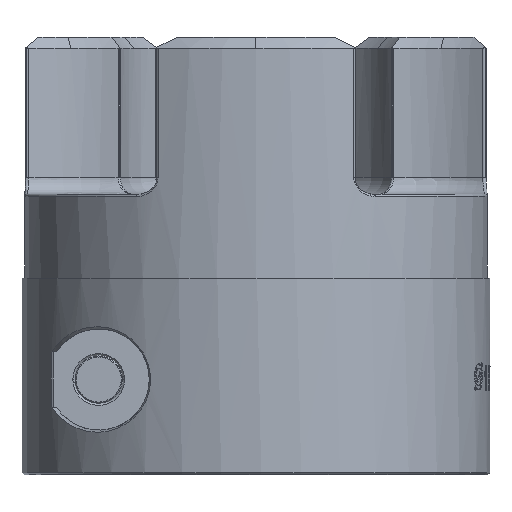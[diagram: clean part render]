
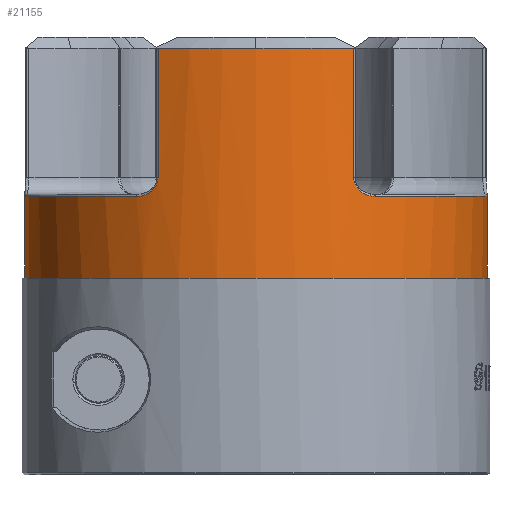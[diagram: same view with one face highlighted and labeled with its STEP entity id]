
A CAD part, front view. The second image highlights one B-rep face of the part: STEP entity #21155.
In plain terms, the highlighted cylindrical face has radius 20.6 mm (diameter 41.2 mm), a partial arc.
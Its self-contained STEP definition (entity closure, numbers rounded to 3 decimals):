
#8559=CARTESIAN_POINT('',(-20.586,-0.75,18.7));
#8560=VERTEX_POINT('',#8559);
#8567=CARTESIAN_POINT('',(-20.6,0.,18.7));
#8568=VERTEX_POINT('',#8567);
#8569=CARTESIAN_POINT('',(0.,0.,18.7));
#8570=DIRECTION('',(-0.,0.,-1.));
#8571=DIRECTION('',(1.,0.,0.));
#8572=AXIS2_PLACEMENT_3D('',#8569,#8570,#8571);
#8573=CIRCLE('',#8572,20.6);
#8574=EDGE_CURVE('',#8560,#8568,#8573,.T.);
#9355=CARTESIAN_POINT('',(-20.586,-0.75,17.5));
#9356=VERTEX_POINT('',#9355);
#9363=CARTESIAN_POINT('',(-20.586,-0.75,-12306.));
#9364=DIRECTION('',(0.,-0.,1.));
#9365=VECTOR('',#9364,24690.);
#9366=LINE('',#9363,#9365);
#9367=EDGE_CURVE('',#9356,#8560,#9366,.T.);
#9405=CARTESIAN_POINT('',(20.586,-0.75,17.5));
#9406=VERTEX_POINT('',#9405);
#9413=CARTESIAN_POINT('',(0.,0.,17.5));
#9414=DIRECTION('',(-0.,-0.,-1.));
#9415=DIRECTION('',(1.,0.,-0.));
#9416=AXIS2_PLACEMENT_3D('',#9413,#9414,#9415);
#9417=CIRCLE('',#9416,20.6);
#9418=EDGE_CURVE('',#9406,#9356,#9417,.T.);
#16822=CARTESIAN_POINT('',(-8.714,-18.666,26.5));
#16823=VERTEX_POINT('',#16822);
#16848=CARTESIAN_POINT('',(-10.617,-17.653,24.8));
#16849=VERTEX_POINT('',#16848);
#16860=CARTESIAN_POINT('',(-10.617,-17.653,24.8));
#16861=CARTESIAN_POINT('',(-10.237,-17.882,24.8));
#16862=CARTESIAN_POINT('',(-9.845,-18.1,24.906));
#16863=CARTESIAN_POINT('',(-9.503,-18.277,25.129));
#16864=CARTESIAN_POINT('',(-9.253,-18.407,25.291));
#16865=CARTESIAN_POINT('',(-9.031,-18.516,25.52));
#16866=CARTESIAN_POINT('',(-8.886,-18.585,25.803));
#16867=CARTESIAN_POINT('',(-8.777,-18.637,26.014));
#16868=CARTESIAN_POINT('',(-8.714,-18.666,26.257));
#16869=CARTESIAN_POINT('',(-8.714,-18.666,26.5));
#16870=B_SPLINE_CURVE_WITH_KNOTS('',3,(#16860,#16861,#16862,#16863,#16864,#16865,#16866,#16867,#16868,#16869),.UNSPECIFIED.,.F.,.F.,(4,3,3,4),(0.,0.439,0.76,1.),.UNSPECIFIED.);
#16871=EDGE_CURVE('',#16849,#16823,#16870,.T.);
#16881=CARTESIAN_POINT('',(-20.597,-0.368,24.8));
#16882=VERTEX_POINT('',#16881);
#16893=CARTESIAN_POINT('',(0.,0.,24.8));
#16894=DIRECTION('',(-0.,-0.,1.));
#16895=DIRECTION('',(1.,0.,0.));
#16896=AXIS2_PLACEMENT_3D('',#16893,#16894,#16895);
#16897=CIRCLE('',#16896,20.6);
#16898=EDGE_CURVE('',#16882,#16849,#16897,.T.);
#17608=CARTESIAN_POINT('',(-20.6,0.,24.825));
#17609=VERTEX_POINT('',#17608);
#17626=CARTESIAN_POINT('',(-20.522,1.786,26.5));
#17627=CARTESIAN_POINT('',(-20.522,1.786,26.32));
#17628=CARTESIAN_POINT('',(-20.526,1.747,26.14));
#17629=CARTESIAN_POINT('',(-20.531,1.679,25.973));
#17630=CARTESIAN_POINT('',(-20.54,1.574,25.716));
#17631=CARTESIAN_POINT('',(-20.554,1.396,25.491));
#17632=CARTESIAN_POINT('',(-20.566,1.18,25.315));
#17633=CARTESIAN_POINT('',(-20.57,1.12,25.266));
#17634=CARTESIAN_POINT('',(-20.573,1.057,25.221));
#17635=CARTESIAN_POINT('',(-20.576,0.992,25.179));
#17636=CARTESIAN_POINT('',(-20.595,0.591,24.922));
#17637=CARTESIAN_POINT('',(-20.605,0.108,24.8));
#17638=CARTESIAN_POINT('',(-20.597,-0.368,24.8));
#17639=B_SPLINE_CURVE_WITH_KNOTS('',3,(#17626,#17627,#17628,#17629,#17630,#17631,#17632,#17633,#17634,#17635,#17636,#17637,#17638),.UNSPECIFIED.,.F.,.F.,(4,3,3,3,4),(0.,0.178,0.453,0.529,1.),.UNSPECIFIED.);
#17640=EDGE_CURVE('',#17609,#16882,#17639,.T.);
#17711=CARTESIAN_POINT('',(-20.6,-0.,18.7));
#17712=DIRECTION('',(-0.,-0.,1.));
#17713=VECTOR('',#17712,6.125);
#17714=LINE('',#17711,#17713);
#17715=EDGE_CURVE('',#8568,#17609,#17714,.T.);
#17777=CARTESIAN_POINT('',(20.6,0.,24.825));
#17778=VERTEX_POINT('',#17777);
#17792=CARTESIAN_POINT('',(20.6,-0.,18.7));
#17793=VERTEX_POINT('',#17792);
#17794=CARTESIAN_POINT('',(20.6,-0.,18.7));
#17795=DIRECTION('',(0.,0.,1.));
#17796=VECTOR('',#17795,6.125);
#17797=LINE('',#17794,#17796);
#17798=EDGE_CURVE('',#17793,#17778,#17797,.T.);
#18716=CARTESIAN_POINT('',(20.597,-0.368,24.8));
#18717=VERTEX_POINT('',#18716);
#18728=CARTESIAN_POINT('',(20.597,-0.368,24.8));
#18729=CARTESIAN_POINT('',(20.599,-0.245,24.8));
#18730=CARTESIAN_POINT('',(20.6,-0.122,24.808));
#18731=CARTESIAN_POINT('',(20.6,0.,24.825));
#18732=B_SPLINE_CURVE_WITH_KNOTS('',3,(#18728,#18729,#18730,#18731),.UNSPECIFIED.,.F.,.F.,(4,4),(0.879,1.),.UNSPECIFIED.);
#18733=EDGE_CURVE('',#18717,#17778,#18732,.T.);
#18744=CARTESIAN_POINT('',(10.617,-17.653,24.8));
#18745=VERTEX_POINT('',#18744);
#18756=CARTESIAN_POINT('',(0.,0.,24.8));
#18757=DIRECTION('',(-0.,-0.,1.));
#18758=DIRECTION('',(1.,0.,0.));
#18759=AXIS2_PLACEMENT_3D('',#18756,#18757,#18758);
#18760=CIRCLE('',#18759,20.6);
#18761=EDGE_CURVE('',#18745,#18717,#18760,.T.);
#19479=CARTESIAN_POINT('',(8.714,-18.666,26.5));
#19480=VERTEX_POINT('',#19479);
#19491=CARTESIAN_POINT('',(8.714,-18.666,26.5));
#19492=CARTESIAN_POINT('',(8.714,-18.666,26.32));
#19493=CARTESIAN_POINT('',(8.75,-18.65,26.14));
#19494=CARTESIAN_POINT('',(8.812,-18.62,25.973));
#19495=CARTESIAN_POINT('',(8.907,-18.575,25.716));
#19496=CARTESIAN_POINT('',(9.068,-18.498,25.491));
#19497=CARTESIAN_POINT('',(9.261,-18.401,25.315));
#19498=CARTESIAN_POINT('',(9.315,-18.374,25.267));
#19499=CARTESIAN_POINT('',(9.37,-18.346,25.222));
#19500=CARTESIAN_POINT('',(9.428,-18.316,25.18));
#19501=CARTESIAN_POINT('',(9.785,-18.132,24.922));
#19502=CARTESIAN_POINT('',(10.208,-17.899,24.8));
#19503=CARTESIAN_POINT('',(10.617,-17.653,24.8));
#19504=B_SPLINE_CURVE_WITH_KNOTS('',3,(#19491,#19492,#19493,#19494,#19495,#19496,#19497,#19498,#19499,#19500,#19501,#19502,#19503),.UNSPECIFIED.,.F.,.F.,(4,3,3,3,4),(0.,0.178,0.453,0.529,1.),.UNSPECIFIED.);
#19505=EDGE_CURVE('',#19480,#18745,#19504,.T.);
#19658=CARTESIAN_POINT('',(-0.,-20.6,38.));
#19659=VERTEX_POINT('',#19658);
#19691=CARTESIAN_POINT('',(-8.714,-18.666,38.));
#19692=VERTEX_POINT('',#19691);
#19712=CARTESIAN_POINT('',(0.,0.,38.));
#19713=DIRECTION('',(0.,-0.,1.));
#19714=DIRECTION('',(1.,0.,0.));
#19715=AXIS2_PLACEMENT_3D('',#19712,#19713,#19714);
#19716=CIRCLE('',#19715,20.6);
#19717=EDGE_CURVE('',#19692,#19659,#19716,.T.);
#20410=CARTESIAN_POINT('',(20.586,-0.75,18.7));
#20411=VERTEX_POINT('',#20410);
#20418=CARTESIAN_POINT('',(20.586,-0.75,12384.));
#20419=DIRECTION('',(-0.,0.,-1.));
#20420=VECTOR('',#20419,24690.);
#20421=LINE('',#20418,#20420);
#20422=EDGE_CURVE('',#20411,#9406,#20421,.T.);
#20435=CARTESIAN_POINT('',(0.,0.,18.7));
#20436=DIRECTION('',(0.,0.,-1.));
#20437=DIRECTION('',(1.,0.,0.));
#20438=AXIS2_PLACEMENT_3D('',#20435,#20436,#20437);
#20439=CIRCLE('',#20438,20.6);
#20440=EDGE_CURVE('',#17793,#20411,#20439,.T.);
#20764=CARTESIAN_POINT('',(-8.714,-18.666,-12306.));
#20765=DIRECTION('',(-0.,-0.,1.));
#20766=VECTOR('',#20765,24690.);
#20767=LINE('',#20764,#20766);
#20768=EDGE_CURVE('',#16823,#19692,#20767,.T.);
#20804=CARTESIAN_POINT('',(8.714,-18.666,38.));
#20805=VERTEX_POINT('',#20804);
#20825=CARTESIAN_POINT('',(8.714,-18.666,12384.));
#20826=DIRECTION('',(0.,0.,-1.));
#20827=VECTOR('',#20826,24690.);
#20828=LINE('',#20825,#20827);
#20829=EDGE_CURVE('',#20805,#19480,#20828,.T.);
#20855=CARTESIAN_POINT('',(0.,0.,38.));
#20856=DIRECTION('',(0.,-0.,1.));
#20857=DIRECTION('',(1.,0.,0.));
#20858=AXIS2_PLACEMENT_3D('',#20855,#20856,#20857);
#20859=CIRCLE('',#20858,20.6);
#20860=EDGE_CURVE('',#19659,#20805,#20859,.T.);
#21131=CARTESIAN_POINT('',(0.,0.,39.));
#21132=DIRECTION('',(0.,0.,-1.));
#21133=DIRECTION('',(1.,0.,0.));
#21134=AXIS2_PLACEMENT_3D('',#21131,#21132,#21133);
#21135=CYLINDRICAL_SURFACE('',#21134,20.6);
#21136=ORIENTED_EDGE('',*,*,#17715,.F.);
#21137=ORIENTED_EDGE('',*,*,#8574,.F.);
#21138=ORIENTED_EDGE('',*,*,#9367,.F.);
#21139=ORIENTED_EDGE('',*,*,#9418,.F.);
#21140=ORIENTED_EDGE('',*,*,#20422,.F.);
#21141=ORIENTED_EDGE('',*,*,#20440,.F.);
#21142=ORIENTED_EDGE('',*,*,#17798,.T.);
#21143=ORIENTED_EDGE('',*,*,#18733,.F.);
#21144=ORIENTED_EDGE('',*,*,#18761,.F.);
#21145=ORIENTED_EDGE('',*,*,#19505,.F.);
#21146=ORIENTED_EDGE('',*,*,#20829,.F.);
#21147=ORIENTED_EDGE('',*,*,#20860,.F.);
#21148=ORIENTED_EDGE('',*,*,#19717,.F.);
#21149=ORIENTED_EDGE('',*,*,#20768,.F.);
#21150=ORIENTED_EDGE('',*,*,#16871,.F.);
#21151=ORIENTED_EDGE('',*,*,#16898,.F.);
#21152=ORIENTED_EDGE('',*,*,#17640,.F.);
#21153=EDGE_LOOP('',(#21136,#21137,#21138,#21139,#21140,#21141,#21142,#21143,#21144,#21145,#21146,#21147,#21148,#21149,#21150,#21151,#21152));
#21154=FACE_BOUND('',#21153,.T.);
#21155=ADVANCED_FACE('',(#21154),#21135,.T.);
